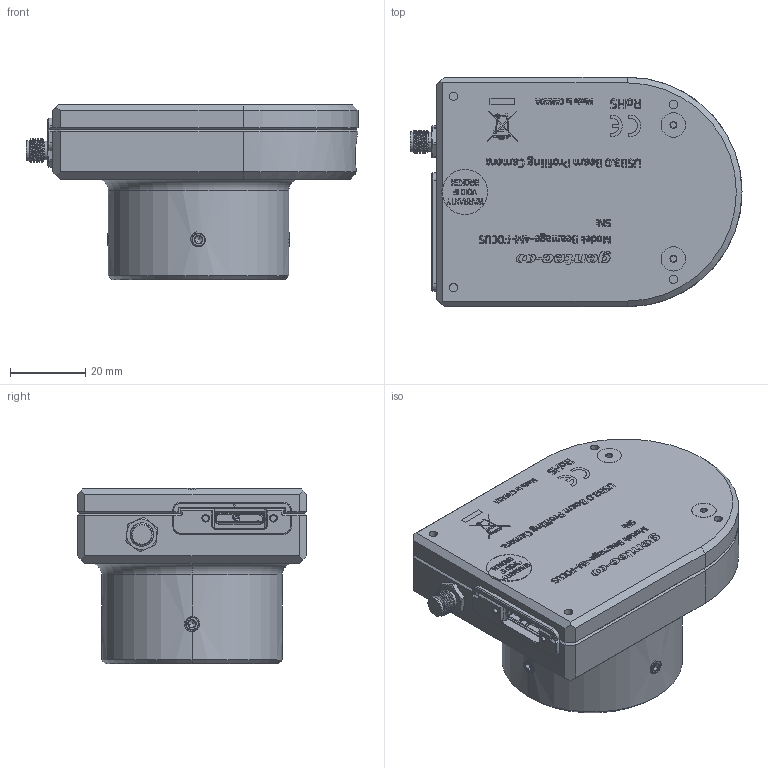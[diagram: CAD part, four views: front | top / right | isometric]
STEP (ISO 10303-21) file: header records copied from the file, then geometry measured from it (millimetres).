
FILE_DESCRIPTION (( 'STEP AP214' ), '1' );
FILE_NAME ('SK-9714 BEAMAGE-FOCUS.STEP', '2017-11-13T19:30:51', ( '' ), ( '' ), 'SwSTEP 2.0', 'SolidWorks 2016', '' );
FILE_SCHEMA (( 'AUTOMOTIVE_DESIGN' ));
Length unit declared in the file: millimetre
Products named in the file (1): SK-9714 BEAMAGE-FOCUS
Bounding box: 88.18 x 60.96 x 46.62 mm (x, y, z)
Volume: 115891 mm3; surface area: 34484.1 mm2
Topology: 9 solids, 12 shells, 2889 faces, 7880 edges, 5138 vertices
Faces by surface type: plane 1435, bspline 706, cylinder 577, cone 153, torus 18
Entity records: 147753 total; most frequent: CARTESIAN_POINT 48972, ORIENTED_EDGE 15720, DIRECTION 10867, EDGE_CURVE 7860, VERTEX_POINT 5138, LINE 4795, VECTOR 4795, EDGE_LOOP 3108
